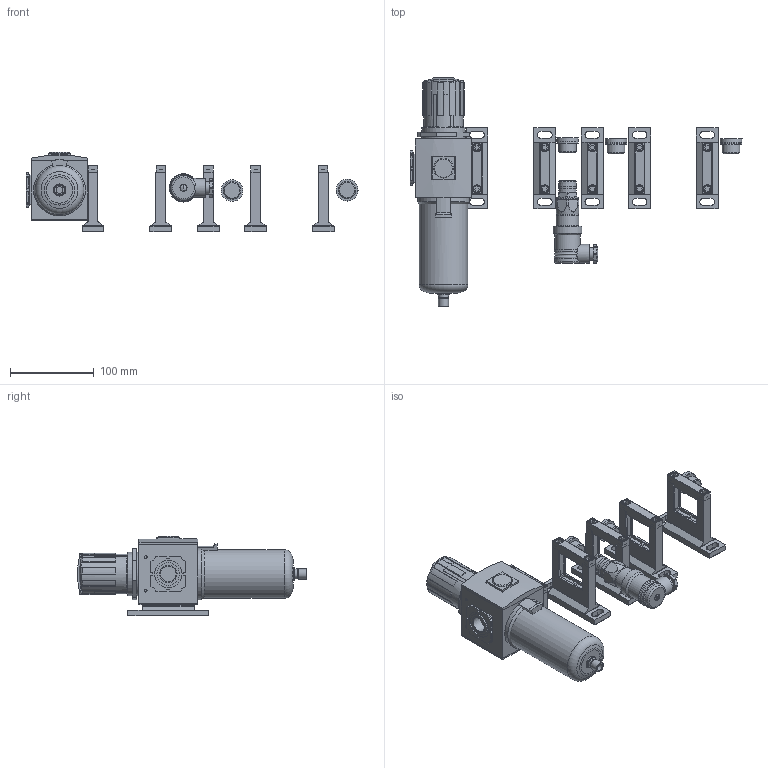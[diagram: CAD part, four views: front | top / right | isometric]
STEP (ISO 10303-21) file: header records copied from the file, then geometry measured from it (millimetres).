
FILE_DESCRIPTION(('FreeCAD Model'),'2;1');
FILE_NAME('Open CASCADE Shape Model','2024-02-12T21:21:23',('FreeCAD'),( 'FreeCAD'),'Open CASCADE STEP processor 7.6','FreeCAD','Unknown');
FILE_SCHEMA(('AUTOMOTIVE_DESIGN { 1 0 10303 214 1 1 1 1 }'));
Length unit declared in the file: millimetre
Products named in the file (1): Open CASCADE STEP translator 7.6 2
Bounding box: 396.4 x 272.96 x 95.45 mm (x, y, z)
Volume: 2802882.2 mm3; surface area: 410542.7 mm2
Topology: 20 solids, 30 shells, 2319 faces, 6195 edges, 4081 vertices
Faces by surface type: plane 1796, cylinder 406, cone 79, torus 31, sphere 5, bspline 2
Full cylindrical faces by diameter (mm): 2 x4, 3 x4, 3.242 x4, 5 x1, 6 x1, 6.485 x1, 8 x4, 8.4 x1, 8.5 x10, 8.566 x1, 9.728 x1, 10.4 x10, 11.978 x2, 12.022 x2, 13 x1, 15.2 x1, 15.93 x1, 18.28 x1, 18.5 x12, 18.631 x15, 20.955 x3, 20.956 x1, 20.995 x4, 21.043 x1, 22 x1, 22.5 x1, 23.4 x3, 23.5 x2, 26 x8, 27 x1
Entity records: 72453 total; most frequent: CARTESIAN_POINT 14051, ORIENTED_EDGE 12384, DIRECTION 11644, EDGE_CURVE 6192, LINE 4670, VECTOR 4670, VERTEX_POINT 4081, AXIS2_PLACEMENT_3D 3487
